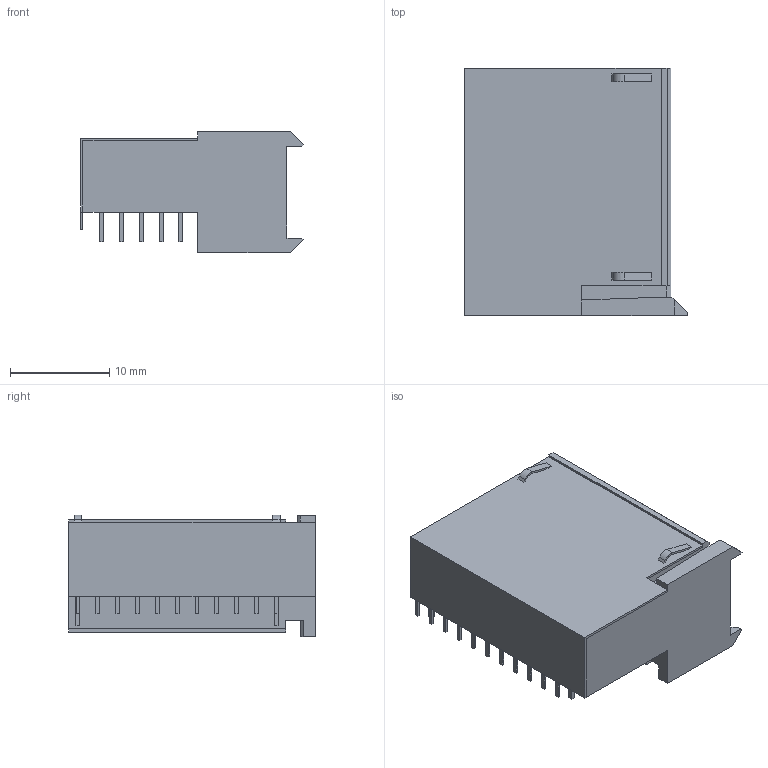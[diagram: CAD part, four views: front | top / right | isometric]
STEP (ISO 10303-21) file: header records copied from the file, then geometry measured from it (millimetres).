
FILE_DESCRIPTION((''),'2;1');
FILE_NAME('ERNI_374047.stp','2014-08-18T17:30:31',(''),(''),'Mechanical Desktop 2011','Mechanical Desktop 2011',', , ');
FILE_SCHEMA(('AUTOMOTIVE_DESIGN { 1 2 10303 214 1 1 1 1 }'));
Length unit declared in the file: millimetre
Products named in the file (1): Product
Bounding box: 22.46 x 24.9 x 12.25 mm (x, y, z)
Volume: 4604.5 mm3; surface area: 3427.8 mm2
Topology: 25 solids, 25 shells, 242 faces, 545 edges, 363 vertices
Faces by surface type: plane 175, bspline 63, cylinder 4
Entity records: 6637 total; most frequent: CARTESIAN_POINT 1340, ORIENTED_EDGE 1090, DIRECTION 913, EDGE_CURVE 545, VECTOR 537, LINE 537, VERTEX_POINT 363, EDGE_LOOP 252
